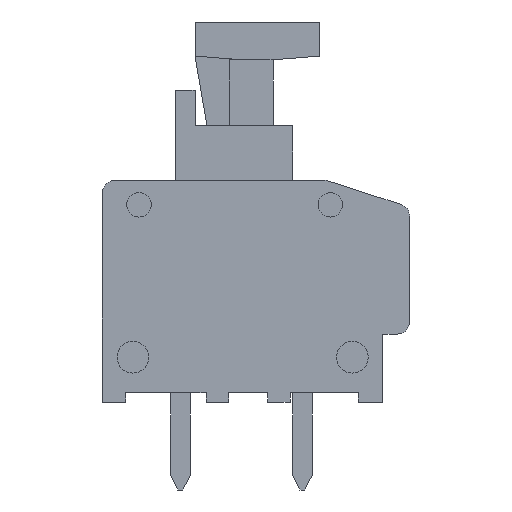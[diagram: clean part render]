
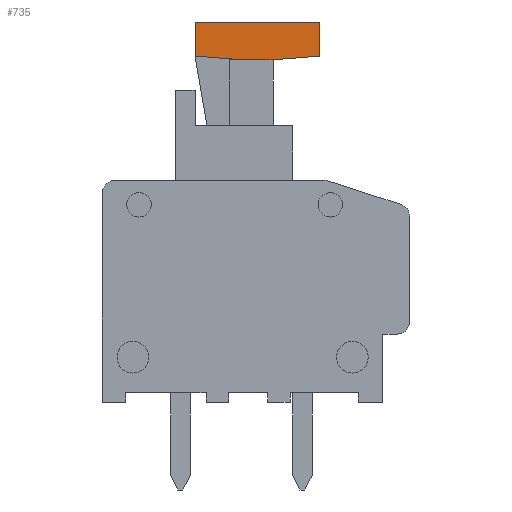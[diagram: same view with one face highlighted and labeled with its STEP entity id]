
A CAD part, left-side view. The second image highlights one B-rep face of the part: STEP entity #735.
In plain terms, the highlighted face is planar.
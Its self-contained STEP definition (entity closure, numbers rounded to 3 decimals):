
#735 = ADVANCED_FACE( '', ( #1430 ), #1431, .F. );
#1430 = FACE_OUTER_BOUND( '', #2146, .T. );
#1431 = PLANE( '', #2147 );
#2146 = EDGE_LOOP( '', ( #3765, #3766, #3767, #3768, #3769, #3770 ) );
#2147 = AXIS2_PLACEMENT_3D( '', #3771, #3772, #3773 );
#3765 = ORIENTED_EDGE( '', *, *, #5005, .T. );
#3766 = ORIENTED_EDGE( '', *, *, #4524, .T. );
#3767 = ORIENTED_EDGE( '', *, *, #4397, .F. );
#3768 = ORIENTED_EDGE( '', *, *, #5006, .F. );
#3769 = ORIENTED_EDGE( '', *, *, #4784, .F. );
#3770 = ORIENTED_EDGE( '', *, *, #4790, .F. );
#3771 = CARTESIAN_POINT( '', ( 2.1, 0., 0. ) );
#3772 = DIRECTION( '', ( -1., 0., 0. ) );
#3773 = DIRECTION( '', ( 0., 0., 1. ) );
#4397 = EDGE_CURVE( '', #5228, #5230, #5231, .T. );
#4524 = EDGE_CURVE( '', #5449, #5230, #5452, .T. );
#4784 = EDGE_CURVE( '', #5864, #5866, #5867, .T. );
#4790 = EDGE_CURVE( '', #5873, #5864, #5875, .T. );
#5005 = EDGE_CURVE( '', #5873, #5449, #6156, .T. );
#5006 = EDGE_CURVE( '', #5866, #5228, #6157, .T. );
#5228 = VERTEX_POINT( '', #6447 );
#5230 = VERTEX_POINT( '', #6450 );
#5231 = LINE( '', #6451, #6452 );
#5449 = VERTEX_POINT( '', #6757 );
#5452 = LINE( '', #6762, #6763 );
#5864 = VERTEX_POINT( '', #7363 );
#5866 = VERTEX_POINT( '', #7366 );
#5867 = LINE( '', #7367, #7368 );
#5873 = VERTEX_POINT( '', #7377 );
#5875 = LINE( '', #7380, #7381 );
#6156 = LINE( '', #7779, #7780 );
#6157 = LINE( '', #7781, #7782 );
#6447 = CARTESIAN_POINT( '', ( 2.1, 2.55, 3.915 ) );
#6450 = CARTESIAN_POINT( '', ( 2.1, 0.65, 3.765 ) );
#6451 = CARTESIAN_POINT( '', ( 2.1, 0.65, 3.765 ) );
#6452 = VECTOR( '', #8021, 1000. );
#6757 = CARTESIAN_POINT( '', ( 2.1, -0.65, 3.765 ) );
#6762 = CARTESIAN_POINT( '', ( 2.1, -0.65, 3.765 ) );
#6763 = VECTOR( '', #8162, 1000. );
#7363 = CARTESIAN_POINT( '', ( 2.1, -2.55, 5.315 ) );
#7366 = CARTESIAN_POINT( '', ( 2.1, 2.55, 5.315 ) );
#7367 = CARTESIAN_POINT( '', ( 2.1, -2.55, 5.315 ) );
#7368 = VECTOR( '', #8426, 1000. );
#7377 = CARTESIAN_POINT( '', ( 2.1, -2.55, 3.915 ) );
#7380 = CARTESIAN_POINT( '', ( 2.1, -2.55, 3.915 ) );
#7381 = VECTOR( '', #8431, 1000. );
#7779 = CARTESIAN_POINT( '', ( 2.1, -2.55, 3.915 ) );
#7780 = VECTOR( '', #8618, 1000. );
#7781 = CARTESIAN_POINT( '', ( 2.1, 2.55, 5.315 ) );
#7782 = VECTOR( '', #8619, 1000. );
#8021 = DIRECTION( '', ( 0., -0.997, -0.079 ) );
#8162 = DIRECTION( '', ( 0., 1., 0. ) );
#8426 = DIRECTION( '', ( 0., 1., 0. ) );
#8431 = DIRECTION( '', ( 0., 0., 1. ) );
#8618 = DIRECTION( '', ( 0., 0.997, -0.079 ) );
#8619 = DIRECTION( '', ( 0., 0., -1. ) );
